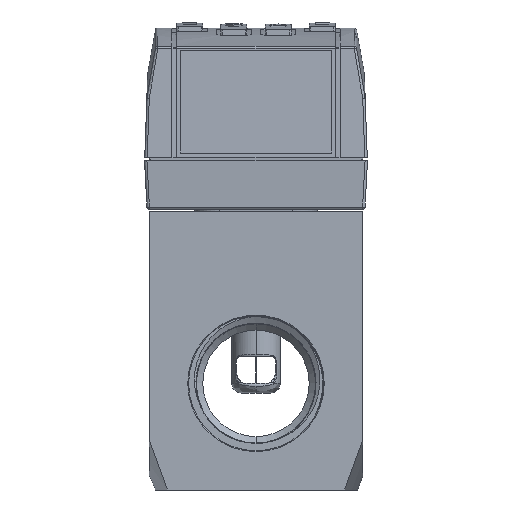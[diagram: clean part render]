
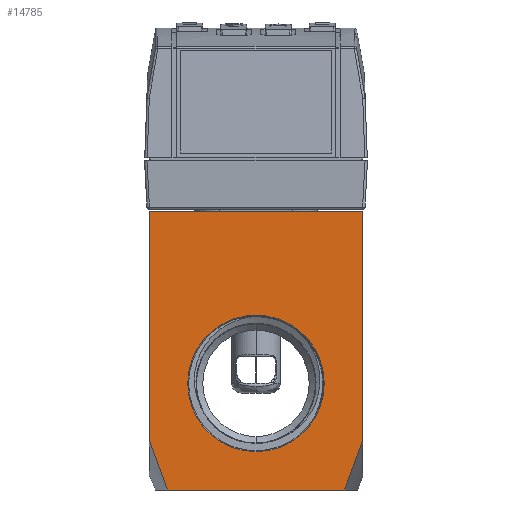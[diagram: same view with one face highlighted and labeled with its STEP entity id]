
A CAD part, front view. The second image highlights one B-rep face of the part: STEP entity #14785.
In plain terms, the highlighted planar face has unit normal (0, -1, 0).
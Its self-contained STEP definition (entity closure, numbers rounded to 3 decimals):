
#122 = VERTEX_POINT ( 'NONE', #17796 ) ;
#175 = CARTESIAN_POINT ( 'NONE',  ( 21.75, -53.5, -11.732 ) ) ;
#541 = FACE_BOUND ( 'NONE', #4203, .T. ) ;
#618 = DIRECTION ( 'NONE',  ( 0., 0., 1. ) ) ;
#811 = CARTESIAN_POINT ( 'NONE',  ( 21.75, -53.5, -11.732 ) ) ;
#1530 = LINE ( 'NONE', #7436, #22758 ) ;
#1962 = ORIENTED_EDGE ( 'NONE', *, *, #11068, .T. ) ;
#1963 = DIRECTION ( 'NONE',  ( 0., -1., 0. ) ) ;
#1971 = B_SPLINE_CURVE_WITH_KNOTS ( 'NONE', 3,
 ( #24582, #5111, #11256, #18690 ),
 .UNSPECIFIED., .F., .F.,
 ( 4, 4 ),
 ( 0., 0.011 ),
 .UNSPECIFIED. ) ;
#2016 = EDGE_CURVE ( 'NONE', #122, #2202, #14192, .T. ) ;
#2202 = VERTEX_POINT ( 'NONE', #19807 ) ;
#3339 = CARTESIAN_POINT ( 'NONE',  ( 20.524, -53.5, -15.072 ) ) ;
#3763 = ORIENTED_EDGE ( 'NONE', *, *, #25113, .T. ) ;
#3951 = CARTESIAN_POINT ( 'NONE',  ( 0., -53.5, 0. ) ) ;
#4198 = B_SPLINE_CURVE_WITH_KNOTS ( 'NONE', 3,
 ( #18237, #24256, #3339, #811 ),
 .UNSPECIFIED., .F., .F.,
 ( 4, 4 ),
 ( 0., 0.011 ),
 .UNSPECIFIED. ) ;
#4203 = EDGE_LOOP ( 'NONE', ( #22445, #12271 ) ) ;
#4261 = CARTESIAN_POINT ( 'NONE',  ( 0., -53.5, 0. ) ) ;
#4492 = EDGE_CURVE ( 'NONE', #12735, #23397, #4198, .T. ) ;
#5111 = CARTESIAN_POINT ( 'NONE',  ( -20.524, -53.5, -15.072 ) ) ;
#5128 = ORIENTED_EDGE ( 'NONE', *, *, #4492, .T. ) ;
#5642 = LINE ( 'NONE', #6018, #21513 ) ;
#6018 = CARTESIAN_POINT ( 'NONE',  ( 0., -53.5, -21.75 ) ) ;
#6198 = FACE_OUTER_BOUND ( 'NONE', #25361, .T. ) ;
#6307 = CARTESIAN_POINT ( 'NONE',  ( 21.75, -53.5, 35. ) ) ;
#6787 = ORIENTED_EDGE ( 'NONE', *, *, #17255, .T. ) ;
#6859 = EDGE_CURVE ( 'NONE', #21231, #17231, #1530, .T. ) ;
#7181 = DIRECTION ( 'NONE',  ( 0., 0., -1. ) ) ;
#7436 = CARTESIAN_POINT ( 'NONE',  ( -21.75, -53.5, 0. ) ) ;
#8449 = LINE ( 'NONE', #14451, #13045 ) ;
#9326 = CARTESIAN_POINT ( 'NONE',  ( -21.75, -53.5, 35. ) ) ;
#10504 = VERTEX_POINT ( 'NONE', #15800 ) ;
#11068 = EDGE_CURVE ( 'NONE', #23397, #10504, #8449, .T. ) ;
#11256 = CARTESIAN_POINT ( 'NONE',  ( -19.298, -53.5, -18.411 ) ) ;
#11699 = EDGE_CURVE ( 'NONE', #2202, #122, #21945, .T. ) ;
#11765 = DIRECTION ( 'NONE',  ( 0., 1., 0. ) ) ;
#12271 = ORIENTED_EDGE ( 'NONE', *, *, #2016, .T. ) ;
#12735 = VERTEX_POINT ( 'NONE', #14064 ) ;
#13045 = VECTOR ( 'NONE', #618, 1000. ) ;
#13569 = DIRECTION ( 'NONE',  ( 1., 0., 0. ) ) ;
#13602 = CARTESIAN_POINT ( 'NONE',  ( -21.75, -53.5, -11.732 ) ) ;
#13741 = PLANE ( 'NONE',  #16190 ) ;
#14064 = CARTESIAN_POINT ( 'NONE',  ( 18.071, -53.5, -21.75 ) ) ;
#14192 = CIRCLE ( 'NONE', #17479, 13.923 ) ;
#14451 = CARTESIAN_POINT ( 'NONE',  ( 21.75, -53.5, 0. ) ) ;
#14596 = CARTESIAN_POINT ( 'NONE',  ( 0., -53.5, 0. ) ) ;
#14785 = ADVANCED_FACE ( 'NONE', ( #541, #6198 ), #13741, .T. ) ;
#15774 = LINE ( 'NONE', #6307, #16715 ) ;
#15800 = CARTESIAN_POINT ( 'NONE',  ( 21.75, -53.5, 35. ) ) ;
#15958 = VERTEX_POINT ( 'NONE', #17457 ) ;
#16166 = ORIENTED_EDGE ( 'NONE', *, *, #6859, .T. ) ;
#16190 = AXIS2_PLACEMENT_3D ( 'NONE', #4261, #1963, #19655 ) ;
#16583 = EDGE_CURVE ( 'NONE', #15958, #12735, #5642, .T. ) ;
#16715 = VECTOR ( 'NONE', #21689, 1000. ) ;
#17231 = VERTEX_POINT ( 'NONE', #13602 ) ;
#17255 = EDGE_CURVE ( 'NONE', #10504, #21231, #15774, .T. ) ;
#17457 = CARTESIAN_POINT ( 'NONE',  ( -18.071, -53.5, -21.75 ) ) ;
#17479 = AXIS2_PLACEMENT_3D ( 'NONE', #3951, #11765, #22694 ) ;
#17796 = CARTESIAN_POINT ( 'NONE',  ( 0., -53.5, 13.923 ) ) ;
#18237 = CARTESIAN_POINT ( 'NONE',  ( 18.071, -53.5, -21.75 ) ) ;
#18459 = DIRECTION ( 'NONE',  ( 0., 1., 0. ) ) ;
#18690 = CARTESIAN_POINT ( 'NONE',  ( -18.071, -53.5, -21.75 ) ) ;
#19655 = DIRECTION ( 'NONE',  ( 0., 0., -1. ) ) ;
#19807 = CARTESIAN_POINT ( 'NONE',  ( 0., -53.5, -13.923 ) ) ;
#21231 = VERTEX_POINT ( 'NONE', #9326 ) ;
#21513 = VECTOR ( 'NONE', #13569, 1000. ) ;
#21689 = DIRECTION ( 'NONE',  ( -1., 0., 0. ) ) ;
#21945 = CIRCLE ( 'NONE', #25216, 13.923 ) ;
#22445 = ORIENTED_EDGE ( 'NONE', *, *, #11699, .T. ) ;
#22694 = DIRECTION ( 'NONE',  ( 0., 0., -1. ) ) ;
#22758 = VECTOR ( 'NONE', #7181, 1000. ) ;
#23397 = VERTEX_POINT ( 'NONE', #175 ) ;
#24203 = ORIENTED_EDGE ( 'NONE', *, *, #16583, .T. ) ;
#24256 = CARTESIAN_POINT ( 'NONE',  ( 19.298, -53.5, -18.411 ) ) ;
#24582 = CARTESIAN_POINT ( 'NONE',  ( -21.75, -53.5, -11.732 ) ) ;
#24721 = DIRECTION ( 'NONE',  ( 0., 0., -1. ) ) ;
#25113 = EDGE_CURVE ( 'NONE', #17231, #15958, #1971, .T. ) ;
#25216 = AXIS2_PLACEMENT_3D ( 'NONE', #14596, #18459, #24721 ) ;
#25361 = EDGE_LOOP ( 'NONE', ( #16166, #3763, #24203, #5128, #1962, #6787 ) ) ;
